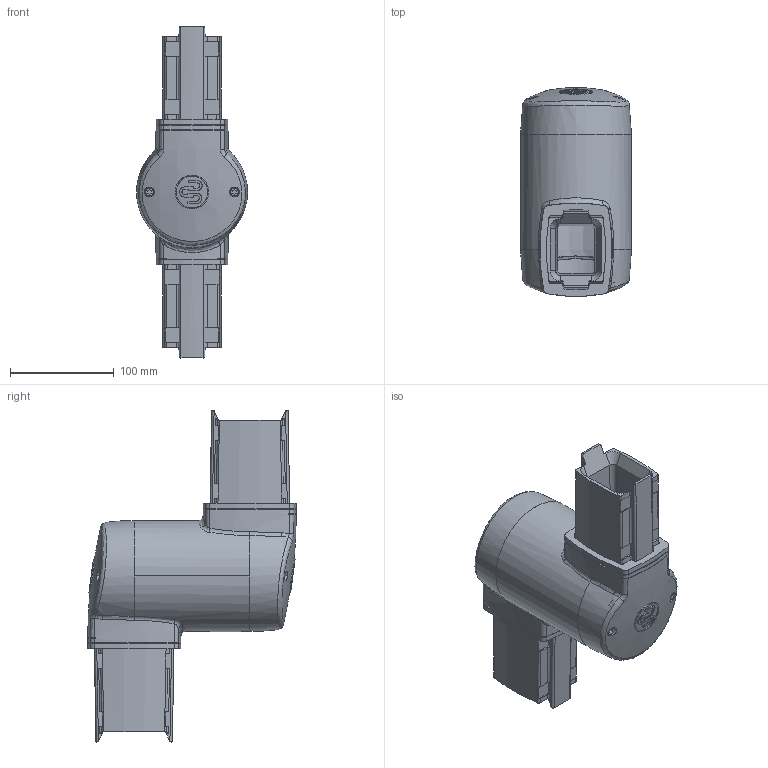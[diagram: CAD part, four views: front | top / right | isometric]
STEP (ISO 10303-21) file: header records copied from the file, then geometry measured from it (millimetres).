
FILE_DESCRIPTION((''),'2;1');
FILE_NAME('1015300004','2009-06-29T',('B-R.Larm'),(''),'PRO/ENGINEER BY PARAMETRIC TECHNOLOGY CORPORATION, 2005070','PRO/ENGINEER BY PARAMETRIC TECHNOLOGY CORPORATION, 2005070','');
FILE_SCHEMA(('AUTOMOTIVE_DESIGN_CC2 { 1 2 10303 214 -1 1 5 2 }'));
Length unit declared in the file: millimetre
Products named in the file (1): 1015300004
Bounding box: 107 x 201.5 x 320 mm (x, y, z)
Volume: 1126142.6 mm3; surface area: 316651.8 mm2
Topology: 2 solids, 26 shells, 1276 faces, 3322 edges, 2093 vertices
Faces by surface type: plane 475, cylinder 468, cone 134, bspline 84, torus 77, sphere 20, extrusion 14, revolution 4
Entity records: 53188 total; most frequent: CARTESIAN_POINT 15815, ORIENTED_EDGE 6452, DIRECTION 5721, EDGE_CURVE 3278, AXIS2_PLACEMENT_3D 2122, VERTEX_POINT 2077, VECTOR 1473, LINE 1459
